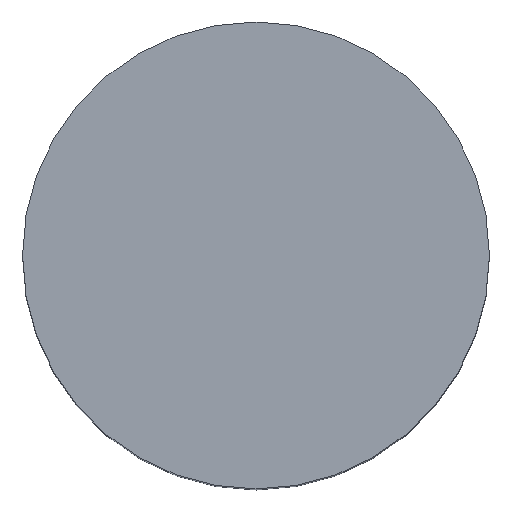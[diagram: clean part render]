
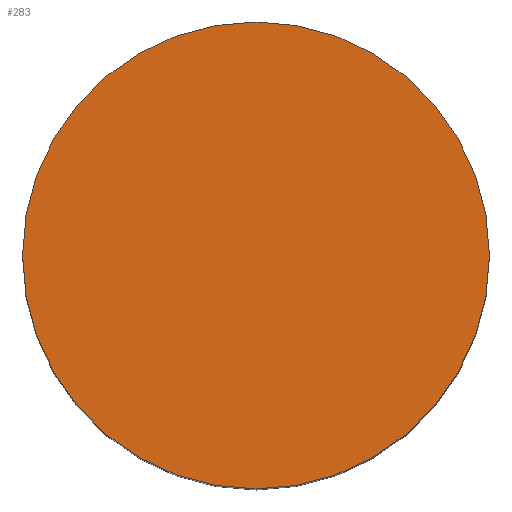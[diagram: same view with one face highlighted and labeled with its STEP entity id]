
A CAD part, top view. The second image highlights one B-rep face of the part: STEP entity #283.
In plain terms, the highlighted planar face has unit normal (0, 0, 1).
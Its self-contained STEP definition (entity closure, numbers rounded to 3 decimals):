
#271 = ORIENTED_EDGE ( 'NONE', *, *, #1868, .F. ) ;
#283 = ADVANCED_FACE ( 'NONE', ( #1298 ), #1130, .T. ) ;
#499 = CARTESIAN_POINT ( 'NONE',  ( -60., 0., 180. ) ) ;
#720 = CARTESIAN_POINT ( 'NONE',  ( 60., 0., 180. ) ) ;
#976 = AXIS2_PLACEMENT_3D ( 'NONE', #1827, #2738, #1459 ) ;
#1130 = PLANE ( 'NONE',  #976 ) ;
#1257 = DIRECTION ( 'NONE',  ( 0., 0., -1. ) ) ;
#1298 = FACE_OUTER_BOUND ( 'NONE', #1420, .T. ) ;
#1420 = EDGE_LOOP ( 'NONE', ( #271, #4150 ) ) ;
#1459 = DIRECTION ( 'NONE',  ( 1., 0., 0. ) ) ;
#1827 = CARTESIAN_POINT ( 'NONE',  ( 0., 60., 180. ) ) ;
#1864 = DIRECTION ( 'NONE',  ( -1., 0., 0. ) ) ;
#1868 = EDGE_CURVE ( 'NONE', #3926, #2252, #4621, .T. ) ;
#1924 = CARTESIAN_POINT ( 'NONE',  ( 0., 0., 180. ) ) ;
#1956 = DIRECTION ( 'NONE',  ( 0., 0., -1. ) ) ;
#2252 = VERTEX_POINT ( 'NONE', #720 ) ;
#2579 = AXIS2_PLACEMENT_3D ( 'NONE', #4167, #1257, #3791 ) ;
#2586 = CIRCLE ( 'NONE', #2579, 60. ) ;
#2738 = DIRECTION ( 'NONE',  ( 0., 0., 1. ) ) ;
#2917 = EDGE_CURVE ( 'NONE', #2252, #3926, #2586, .T. ) ;
#3168 = AXIS2_PLACEMENT_3D ( 'NONE', #1924, #1956, #1864 ) ;
#3791 = DIRECTION ( 'NONE',  ( -1., 0., 0. ) ) ;
#3926 = VERTEX_POINT ( 'NONE', #499 ) ;
#4150 = ORIENTED_EDGE ( 'NONE', *, *, #2917, .F. ) ;
#4167 = CARTESIAN_POINT ( 'NONE',  ( 0., 0., 180. ) ) ;
#4621 = CIRCLE ( 'NONE', #3168, 60. ) ;
